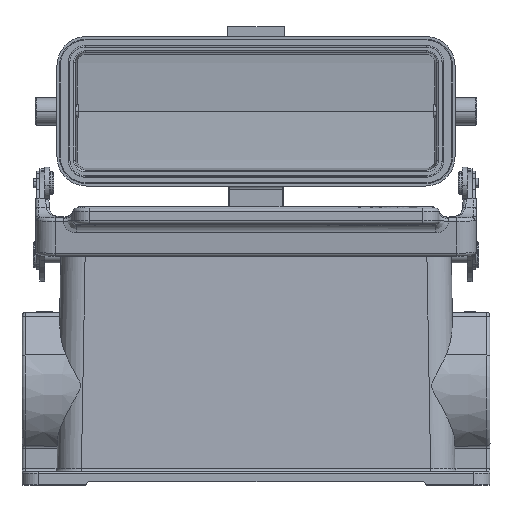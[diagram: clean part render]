
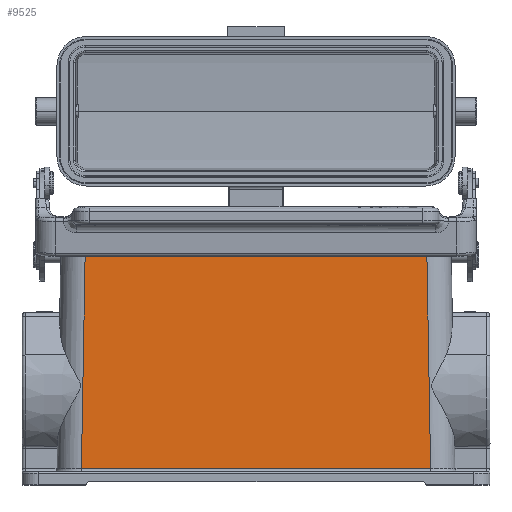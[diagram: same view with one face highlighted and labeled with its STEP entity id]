
A CAD part, top view. The second image highlights one B-rep face of the part: STEP entity #9525.
In plain terms, the highlighted planar face has unit normal (0, 0.018, 1).
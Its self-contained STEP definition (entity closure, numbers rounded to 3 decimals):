
#1272=PLANE('',#41491);
#3443=LINE('',#60169,#5744);
#3601=LINE('',#62153,#5902);
#3659=LINE('',#63111,#5960);
#3661=LINE('',#63114,#5962);
#5744=VECTOR('',#46424,1.);
#5902=VECTOR('',#47108,1.);
#5960=VECTOR('',#47372,1.);
#5962=VECTOR('',#47376,1.);
#9525=ADVANCED_FACE('',(#11904),#1272,.T.);
#11904=FACE_OUTER_BOUND('',#14241,.T.);
#14241=EDGE_LOOP('',(#22515,#22516,#22517,#22518));
#22515=ORIENTED_EDGE('',*,*,#35870,.T.);
#22516=ORIENTED_EDGE('',*,*,#36434,.F.);
#22517=ORIENTED_EDGE('',*,*,#36283,.T.);
#22518=ORIENTED_EDGE('',*,*,#36432,.F.);
#31428=VERTEX_POINT('',#60084);
#31442=VERTEX_POINT('',#60157);
#31696=VERTEX_POINT('',#62128);
#31698=VERTEX_POINT('',#62152);
#35870=EDGE_CURVE('',#31442,#31428,#3443,.T.);
#36283=EDGE_CURVE('',#31696,#31698,#3601,.T.);
#36432=EDGE_CURVE('',#31442,#31698,#3659,.T.);
#36434=EDGE_CURVE('',#31696,#31428,#3661,.T.);
#41491=AXIS2_PLACEMENT_3D('',#63115,#47377,#47378);
#46424=DIRECTION('',(-1.,0.,0.));
#47108=DIRECTION('',(1.,0.,0.));
#47372=DIRECTION('',(0.017,-1.,0.017));
#47376=DIRECTION('',(0.017,1.,-0.017));
#47377=DIRECTION('',(0.,0.017,1.));
#47378=DIRECTION('',(0.,-1.,0.017));
#60084=CARTESIAN_POINT('',(20.49,74.509,-6.491));
#60157=CARTESIAN_POINT('',(125.51,74.509,-6.491));
#60169=CARTESIAN_POINT('',(125.51,74.509,-6.491));
#62128=CARTESIAN_POINT('',(19.277,4.983,-5.278));
#62152=CARTESIAN_POINT('',(126.723,4.983,-5.278));
#62153=CARTESIAN_POINT('',(19.277,4.983,-5.278));
#63111=CARTESIAN_POINT('',(125.51,74.509,-6.491));
#63114=CARTESIAN_POINT('',(19.277,4.983,-5.278));
#63115=CARTESIAN_POINT('',(73.,39.746,-5.885));
